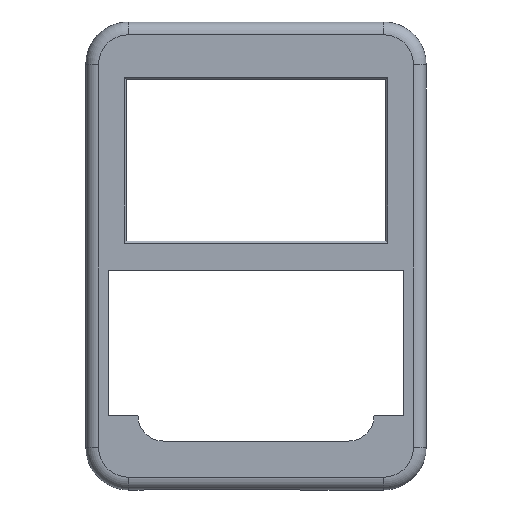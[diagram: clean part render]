
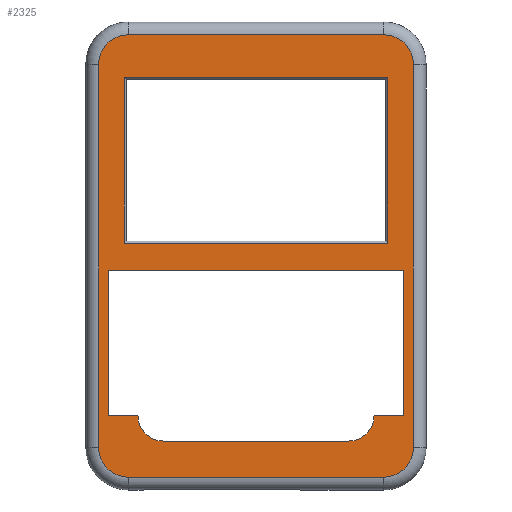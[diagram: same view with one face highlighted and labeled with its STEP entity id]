
A CAD part, top view. The second image highlights one B-rep face of the part: STEP entity #2325.
In plain terms, the highlighted planar face has unit normal (0, 0, 1).
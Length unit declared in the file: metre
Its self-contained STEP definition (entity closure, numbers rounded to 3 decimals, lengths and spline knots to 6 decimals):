
#120=CIRCLE('',#2511,0.007);
#121=CIRCLE('',#2512,0.007);
#122=CIRCLE('',#2513,0.007);
#123=CIRCLE('',#2514,0.007);
#124=CIRCLE('',#2515,0.006);
#125=CIRCLE('',#2516,0.006);
#315=ORIENTED_EDGE('',*,*,#1005,.T.);
#316=ORIENTED_EDGE('',*,*,#1006,.T.);
#317=ORIENTED_EDGE('',*,*,#1007,.T.);
#318=ORIENTED_EDGE('',*,*,#1008,.T.);
#319=ORIENTED_EDGE('',*,*,#1009,.T.);
#320=ORIENTED_EDGE('',*,*,#1010,.T.);
#321=ORIENTED_EDGE('',*,*,#1011,.T.);
#322=ORIENTED_EDGE('',*,*,#1012,.T.);
#323=ORIENTED_EDGE('',*,*,#1013,.T.);
#324=ORIENTED_EDGE('',*,*,#1014,.T.);
#325=ORIENTED_EDGE('',*,*,#1015,.T.);
#326=ORIENTED_EDGE('',*,*,#1016,.T.);
#327=ORIENTED_EDGE('',*,*,#1017,.F.);
#328=ORIENTED_EDGE('',*,*,#1018,.T.);
#329=ORIENTED_EDGE('',*,*,#1019,.T.);
#330=ORIENTED_EDGE('',*,*,#1020,.T.);
#331=ORIENTED_EDGE('',*,*,#1021,.F.);
#332=ORIENTED_EDGE('',*,*,#1022,.F.);
#333=ORIENTED_EDGE('',*,*,#1023,.F.);
#334=ORIENTED_EDGE('',*,*,#1024,.F.);
#1005=EDGE_CURVE('',#1344,#1345,#1545,.T.);
#1006=EDGE_CURVE('',#1345,#1346,#1546,.T.);
#1007=EDGE_CURVE('',#1346,#1347,#1547,.T.);
#1008=EDGE_CURVE('',#1347,#1344,#1548,.T.);
#1009=EDGE_CURVE('',#1348,#1349,#1549,.F.);
#1010=EDGE_CURVE('',#1349,#1350,#120,.T.);
#1011=EDGE_CURVE('',#1350,#1351,#1550,.T.);
#1012=EDGE_CURVE('',#1351,#1352,#121,.T.);
#1013=EDGE_CURVE('',#1352,#1353,#1551,.T.);
#1014=EDGE_CURVE('',#1353,#1354,#122,.T.);
#1015=EDGE_CURVE('',#1354,#1355,#1552,.F.);
#1016=EDGE_CURVE('',#1355,#1348,#123,.T.);
#1017=EDGE_CURVE('',#1356,#1357,#1553,.T.);
#1018=EDGE_CURVE('',#1356,#1358,#1554,.T.);
#1019=EDGE_CURVE('',#1358,#1359,#1555,.T.);
#1020=EDGE_CURVE('',#1359,#1360,#1556,.T.);
#1021=EDGE_CURVE('',#1361,#1360,#124,.T.);
#1022=EDGE_CURVE('',#1362,#1361,#1557,.T.);
#1023=EDGE_CURVE('',#1363,#1362,#125,.T.);
#1024=EDGE_CURVE('',#1357,#1363,#1558,.T.);
#1344=VERTEX_POINT('',#3666);
#1345=VERTEX_POINT('',#3667);
#1346=VERTEX_POINT('',#3669);
#1347=VERTEX_POINT('',#3671);
#1348=VERTEX_POINT('',#3674);
#1349=VERTEX_POINT('',#3675);
#1350=VERTEX_POINT('',#3677);
#1351=VERTEX_POINT('',#3679);
#1352=VERTEX_POINT('',#3681);
#1353=VERTEX_POINT('',#3683);
#1354=VERTEX_POINT('',#3685);
#1355=VERTEX_POINT('',#3687);
#1356=VERTEX_POINT('',#3690);
#1357=VERTEX_POINT('',#3691);
#1358=VERTEX_POINT('',#3693);
#1359=VERTEX_POINT('',#3695);
#1360=VERTEX_POINT('',#3697);
#1361=VERTEX_POINT('',#3699);
#1362=VERTEX_POINT('',#3701);
#1363=VERTEX_POINT('',#3703);
#1545=LINE('',#3665,#1788);
#1546=LINE('',#3668,#1789);
#1547=LINE('',#3670,#1790);
#1548=LINE('',#3672,#1791);
#1549=LINE('',#3673,#1792);
#1550=LINE('',#3678,#1793);
#1551=LINE('',#3682,#1794);
#1552=LINE('',#3686,#1795);
#1553=LINE('',#3689,#1796);
#1554=LINE('',#3692,#1797);
#1555=LINE('',#3694,#1798);
#1556=LINE('',#3696,#1799);
#1557=LINE('',#3700,#1800);
#1558=LINE('',#3704,#1801);
#1788=VECTOR('',#2894,1.);
#1789=VECTOR('',#2895,1.);
#1790=VECTOR('',#2896,1.);
#1791=VECTOR('',#2897,1.);
#1792=VECTOR('',#2898,1.);
#1793=VECTOR('',#2901,1.);
#1794=VECTOR('',#2904,1.);
#1795=VECTOR('',#2907,1.);
#1796=VECTOR('',#2910,1.);
#1797=VECTOR('',#2911,1.);
#1798=VECTOR('',#2912,1.);
#1799=VECTOR('',#2913,1.);
#1800=VECTOR('',#2916,1.);
#1801=VECTOR('',#2919,1.);
#1961=EDGE_LOOP('',(#315,#316,#317,#318));
#1962=EDGE_LOOP('',(#319,#320,#321,#322,#323,#324,#325,#326));
#1963=EDGE_LOOP('',(#327,#328,#329,#330,#331,#332,#333,#334));
#2102=FACE_BOUND('',#1961,.T.);
#2103=FACE_BOUND('',#1962,.T.);
#2104=FACE_BOUND('',#1963,.T.);
#2238=PLANE('',#2510);
#2325=ADVANCED_FACE('',(#2102,#2103,#2104),#2238,.T.);
#2510=AXIS2_PLACEMENT_3D('',#3664,#2892,#2893);
#2511=AXIS2_PLACEMENT_3D('',#3676,#2899,#2900);
#2512=AXIS2_PLACEMENT_3D('',#3680,#2902,#2903);
#2513=AXIS2_PLACEMENT_3D('',#3684,#2905,#2906);
#2514=AXIS2_PLACEMENT_3D('',#3688,#2908,#2909);
#2515=AXIS2_PLACEMENT_3D('',#3698,#2914,#2915);
#2516=AXIS2_PLACEMENT_3D('',#3702,#2917,#2918);
#2892=DIRECTION('',(0.,0.,1.));
#2893=DIRECTION('',(1.,0.,0.));
#2894=DIRECTION('',(0.,1.,0.));
#2895=DIRECTION('',(1.,0.,0.));
#2896=DIRECTION('',(0.,-1.,0.));
#2897=DIRECTION('',(-1.,0.,0.));
#2898=DIRECTION('',(-1.,0.,0.));
#2899=DIRECTION('',(0.,0.,1.));
#2900=DIRECTION('',(1.,0.,0.));
#2901=DIRECTION('',(0.,1.,0.));
#2902=DIRECTION('',(0.,0.,1.));
#2903=DIRECTION('',(1.,0.,0.));
#2904=DIRECTION('',(-1.,0.,0.));
#2905=DIRECTION('',(0.,0.,1.));
#2906=DIRECTION('',(1.,0.,0.));
#2907=DIRECTION('',(0.,1.,0.));
#2908=DIRECTION('',(0.,0.,1.));
#2909=DIRECTION('',(1.,0.,0.));
#2910=DIRECTION('',(0.,-1.,0.));
#2911=DIRECTION('',(1.,0.,0.));
#2912=DIRECTION('',(0.,-1.,0.));
#2913=DIRECTION('',(-1.,0.,0.));
#2914=DIRECTION('',(0.,0.,1.));
#2915=DIRECTION('',(1.,0.,0.));
#2916=DIRECTION('',(1.,0.,0.));
#2917=DIRECTION('',(0.,0.,1.));
#2918=DIRECTION('',(1.,0.,0.));
#2919=DIRECTION('',(1.,0.,0.));
#3664=CARTESIAN_POINT('',(-0.037,0.052,0.));
#3665=CARTESIAN_POINT('',(-0.068,0.052,0.));
#3666=CARTESIAN_POINT('',(-0.068,0.055,0.));
#3667=CARTESIAN_POINT('',(-0.068,0.094,0.));
#3668=CARTESIAN_POINT('',(-0.0065,0.094,0.));
#3669=CARTESIAN_POINT('',(-0.006,0.094,0.));
#3670=CARTESIAN_POINT('',(-0.006,0.0555,0.));
#3671=CARTESIAN_POINT('',(-0.006,0.055,0.));
#3672=CARTESIAN_POINT('',(-0.037,0.055,0.));
#3673=CARTESIAN_POINT('',(-0.007,0.,0.));
#3674=CARTESIAN_POINT('',(-0.067,0.,0.));
#3675=CARTESIAN_POINT('',(-0.007,0.,0.));
#3676=CARTESIAN_POINT('',(-0.007,0.007,0.));
#3677=CARTESIAN_POINT('',(0.,0.007,0.));
#3678=CARTESIAN_POINT('',(0.,0.052,0.));
#3679=CARTESIAN_POINT('',(0.,0.097,0.));
#3680=CARTESIAN_POINT('',(-0.007,0.097,0.));
#3681=CARTESIAN_POINT('',(-0.007,0.104,0.));
#3682=CARTESIAN_POINT('',(-0.037,0.104,0.));
#3683=CARTESIAN_POINT('',(-0.067,0.104,0.));
#3684=CARTESIAN_POINT('',(-0.067,0.097,0.));
#3685=CARTESIAN_POINT('',(-0.074,0.097,0.));
#3686=CARTESIAN_POINT('',(-0.074,0.007,0.));
#3687=CARTESIAN_POINT('',(-0.074,0.007,0.));
#3688=CARTESIAN_POINT('',(-0.067,0.007,0.));
#3689=CARTESIAN_POINT('',(-0.07175,0.0315,0.));
#3690=CARTESIAN_POINT('',(-0.07175,0.0485,0.));
#3691=CARTESIAN_POINT('',(-0.07175,0.0145,0.));
#3692=CARTESIAN_POINT('',(-0.037,0.0485,0.));
#3693=CARTESIAN_POINT('',(-0.00225,0.0485,0.));
#3694=CARTESIAN_POINT('',(-0.00225,0.0315,0.));
#3695=CARTESIAN_POINT('',(-0.00225,0.0145,0.));
#3696=CARTESIAN_POINT('',(-0.00575,0.0145,0.));
#3697=CARTESIAN_POINT('',(-0.00925,0.0145,0.));
#3698=CARTESIAN_POINT('',(-0.01525,0.0145,0.));
#3699=CARTESIAN_POINT('',(-0.01525,0.0085,0.));
#3700=CARTESIAN_POINT('',(-0.037,0.0085,0.));
#3701=CARTESIAN_POINT('',(-0.05875,0.0085,0.));
#3702=CARTESIAN_POINT('',(-0.05875,0.0145,0.));
#3703=CARTESIAN_POINT('',(-0.06475,0.0145,0.));
#3704=CARTESIAN_POINT('',(-0.06825,0.0145,0.));
